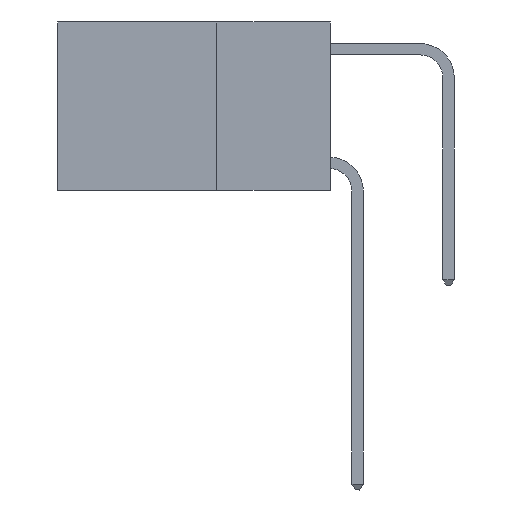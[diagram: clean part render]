
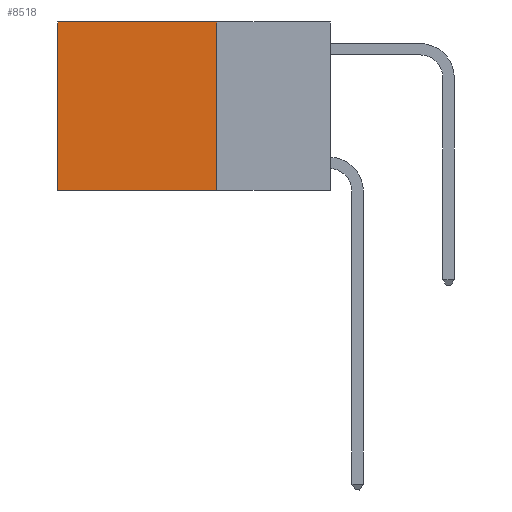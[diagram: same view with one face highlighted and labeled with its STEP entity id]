
A CAD part, left-side view. The second image highlights one B-rep face of the part: STEP entity #8518.
In plain terms, the highlighted planar face has unit normal (-1, 0, 0).
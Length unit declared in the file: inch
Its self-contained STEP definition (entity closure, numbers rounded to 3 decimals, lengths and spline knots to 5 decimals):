
#44 = FACE_OUTER_BOUND ( 'NONE', #3477, .T. ) ;
#311 = LINE ( 'NONE', #12554, #774 ) ;
#774 = VECTOR ( 'NONE', #4558, 39.37008 ) ;
#1513 = CARTESIAN_POINT ( 'NONE',  ( 0.2625, 0.6, 0. ) ) ;
#1660 = ORIENTED_EDGE ( 'NONE', *, *, #15114, .T. ) ;
#2838 = VECTOR ( 'NONE', #2969, 39.37008 ) ;
#2969 = DIRECTION ( 'NONE',  ( 0., 0., -1. ) ) ;
#3477 = EDGE_LOOP ( 'NONE', ( #1660, #10991, #14021, #4112 ) ) ;
#4112 = ORIENTED_EDGE ( 'NONE', *, *, #4961, .T. ) ;
#4208 = CARTESIAN_POINT ( 'NONE',  ( 0.2625, 0.6, 0. ) ) ;
#4394 = CARTESIAN_POINT ( 'NONE',  ( 0.2625, 0.25, -0.37 ) ) ;
#4558 = DIRECTION ( 'NONE',  ( 0., 1., 0. ) ) ;
#4961 = EDGE_CURVE ( 'NONE', #11121, #13738, #15593, .T. ) ;
#5093 = PLANE ( 'NONE',  #14589 ) ;
#5099 = EDGE_CURVE ( 'NONE', #11121, #13833, #17448, .T. ) ;
#6382 = LINE ( 'NONE', #1513, #16537 ) ;
#6487 = DIRECTION ( 'NONE',  ( 0., 0., -1. ) ) ;
#7688 = CARTESIAN_POINT ( 'NONE',  ( 0.2625, 0.6, -0.37 ) ) ;
#7800 = DIRECTION ( 'NONE',  ( 0., 0., -1. ) ) ;
#8477 = VERTEX_POINT ( 'NONE', #7688 ) ;
#8518 = ADVANCED_FACE ( 'NONE', ( #44 ), #5093, .F. ) ;
#9363 = DIRECTION ( 'NONE',  ( 0., 1., 0. ) ) ;
#10146 = CARTESIAN_POINT ( 'NONE',  ( 0.2625, 0.25, 0. ) ) ;
#10991 = ORIENTED_EDGE ( 'NONE', *, *, #14608, .F. ) ;
#11121 = VERTEX_POINT ( 'NONE', #10146 ) ;
#12554 = CARTESIAN_POINT ( 'NONE',  ( 0.2625, 0.25, -0.37 ) ) ;
#13627 = CARTESIAN_POINT ( 'NONE',  ( 0.2625, 0.25, 0. ) ) ;
#13738 = VERTEX_POINT ( 'NONE', #4208 ) ;
#13833 = VERTEX_POINT ( 'NONE', #4394 ) ;
#14021 = ORIENTED_EDGE ( 'NONE', *, *, #5099, .F. ) ;
#14364 = CARTESIAN_POINT ( 'NONE',  ( 0.2625, 0.25, 0. ) ) ;
#14589 = AXIS2_PLACEMENT_3D ( 'NONE', #14364, #15702, #7800 ) ;
#14608 = EDGE_CURVE ( 'NONE', #13833, #8477, #311, .T. ) ;
#14659 = CARTESIAN_POINT ( 'NONE',  ( 0.2625, 0.25, 0. ) ) ;
#15114 = EDGE_CURVE ( 'NONE', #13738, #8477, #6382, .T. ) ;
#15173 = VECTOR ( 'NONE', #9363, 39.37008 ) ;
#15593 = LINE ( 'NONE', #14659, #15173 ) ;
#15702 = DIRECTION ( 'NONE',  ( 1., 0., 0. ) ) ;
#16537 = VECTOR ( 'NONE', #6487, 39.37008 ) ;
#17448 = LINE ( 'NONE', #13627, #2838 ) ;
